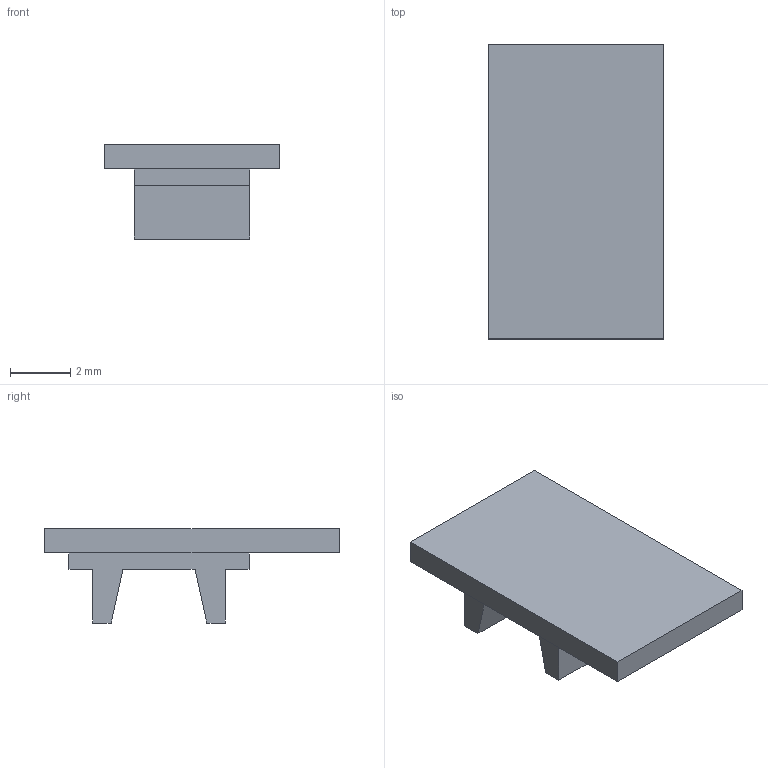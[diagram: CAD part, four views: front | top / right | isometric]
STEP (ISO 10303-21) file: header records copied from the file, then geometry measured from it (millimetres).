
FILE_DESCRIPTION(('CATIA V5R19 STEP'),'2;1');
FILE_NAME ('D1447664_0_1046390000_1046390000.stp','2014-12-01T12:10:41+00:00',('none'),('Weidmueller'),'CATIA Version 5 Release 20 SP 5 (IN-10)','CATIA V5 STEP AP214','none');
FILE_SCHEMA(('AUTOMOTIVE_DESIGN { 1 0 10303 214 1 1 1 1 }'));
Length unit declared in the file: millimetre
Products named in the file (1): WS 10/6 PLUS
Bounding box: 5.85 x 9.8 x 3.13 mm (x, y, z)
Volume: 69.8 mm3; surface area: 181.1 mm2
Topology: 1 solids, 1 shells, 19 faces, 48 edges, 32 vertices
Faces by surface type: plane 19
Entity records: 570 total; most frequent: CARTESIAN_POINT 97, ORIENTED_EDGE 96, DIRECTION 80, VECTOR 48, EDGE_CURVE 48, LINE 48, VERTEX_POINT 32, EDGE_LOOP 20
